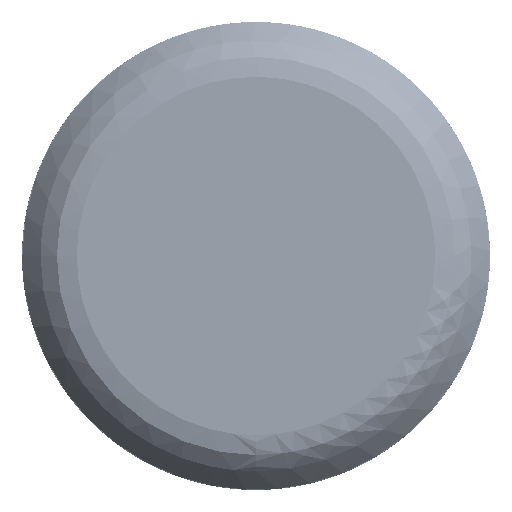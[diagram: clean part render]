
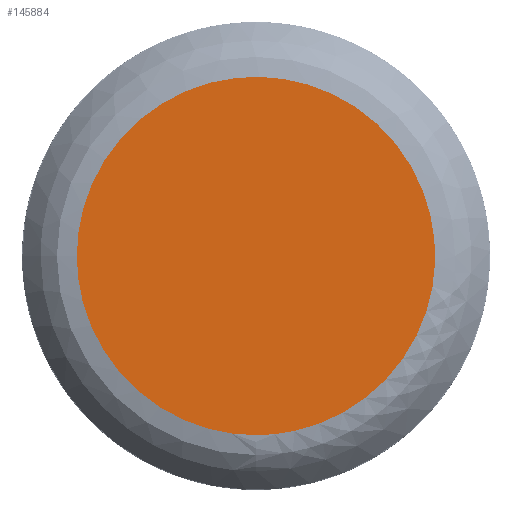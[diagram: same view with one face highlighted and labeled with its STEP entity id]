
A CAD part, front view. The second image highlights one B-rep face of the part: STEP entity #145884.
In plain terms, the highlighted free-form (B-spline) face has degree [1, 1] with [2, 2] control points.
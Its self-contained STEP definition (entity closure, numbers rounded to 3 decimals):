
#145830 = VERTEX_POINT('',#145831);
#145831 = CARTESIAN_POINT('',(0.,-2.252,-158.046));
#145837 = EDGE_CURVE('',#145830,#145838,#145840,.T.);
#145838 = VERTEX_POINT('',#145839);
#145839 = CARTESIAN_POINT('',(-158.046,-2.252,
    0.));
#145840 = ( BOUNDED_CURVE() B_SPLINE_CURVE(2,(#145841,#145842,#145843),
.UNSPECIFIED.,.F.,.F.) B_SPLINE_CURVE_WITH_KNOTS((3,3),(1.571,
3.142),.PIECEWISE_BEZIER_KNOTS.) CURVE() 
GEOMETRIC_REPRESENTATION_ITEM() RATIONAL_B_SPLINE_CURVE((1.,
0.707,1.)) REPRESENTATION_ITEM('') );
#145841 = CARTESIAN_POINT('',(0.,-2.252,
    -158.046));
#145842 = CARTESIAN_POINT('',(-158.046,-2.252,
    -158.046));
#145843 = CARTESIAN_POINT('',(-158.046,-2.252,
    0.));
#145845 = EDGE_CURVE('',#145838,#145830,#145846,.T.);
#145846 = ( BOUNDED_CURVE() B_SPLINE_CURVE(2,(#145847,#145848,#145849,
    #145850,#145851,#145852,#145853),.UNSPECIFIED.,.F.,.F.) 
B_SPLINE_CURVE_WITH_KNOTS((3,2,2,3),(-3.142,-1.571,0.,
1.571),.UNSPECIFIED.) CURVE() GEOMETRIC_REPRESENTATION_ITEM() 
RATIONAL_B_SPLINE_CURVE((1.,0.707,1.,0.707,1.,
0.707,1.)) REPRESENTATION_ITEM('') );
#145847 = CARTESIAN_POINT('',(-158.046,-2.252,
    0.));
#145848 = CARTESIAN_POINT('',(-158.046,-2.252,
    158.046));
#145849 = CARTESIAN_POINT('',(0.,-2.252,
    158.046));
#145850 = CARTESIAN_POINT('',(158.046,-2.252,
    158.046));
#145851 = CARTESIAN_POINT('',(158.046,-2.252,0.));
#145852 = CARTESIAN_POINT('',(158.046,-2.252,
    -158.046));
#145853 = CARTESIAN_POINT('',(0.,-2.252,
    -158.046));
#145884 = ADVANCED_FACE('',(#145885),#145889,.T.);
#145885 = FACE_BOUND('',#145886,.T.);
#145886 = EDGE_LOOP('',(#145887,#145888));
#145887 = ORIENTED_EDGE('',*,*,#145845,.F.);
#145888 = ORIENTED_EDGE('',*,*,#145837,.F.);
#145889 = B_SPLINE_SURFACE_WITH_KNOTS('',1,1,(
    (#145890,#145891)
    ,(#145892,#145893
    )),.UNSPECIFIED.,.F.,.F.,.F.,(2,2),(2,2),(-14.037,
    14.037),(-14.037,14.037),
  .PIECEWISE_BEZIER_KNOTS.);
#145890 = CARTESIAN_POINT('',(158.057,-2.252,
    158.057));
#145891 = CARTESIAN_POINT('',(158.057,-2.252,
    -158.057));
#145892 = CARTESIAN_POINT('',(-158.057,-2.252,
    158.057));
#145893 = CARTESIAN_POINT('',(-158.057,-2.252,
    -158.057));
